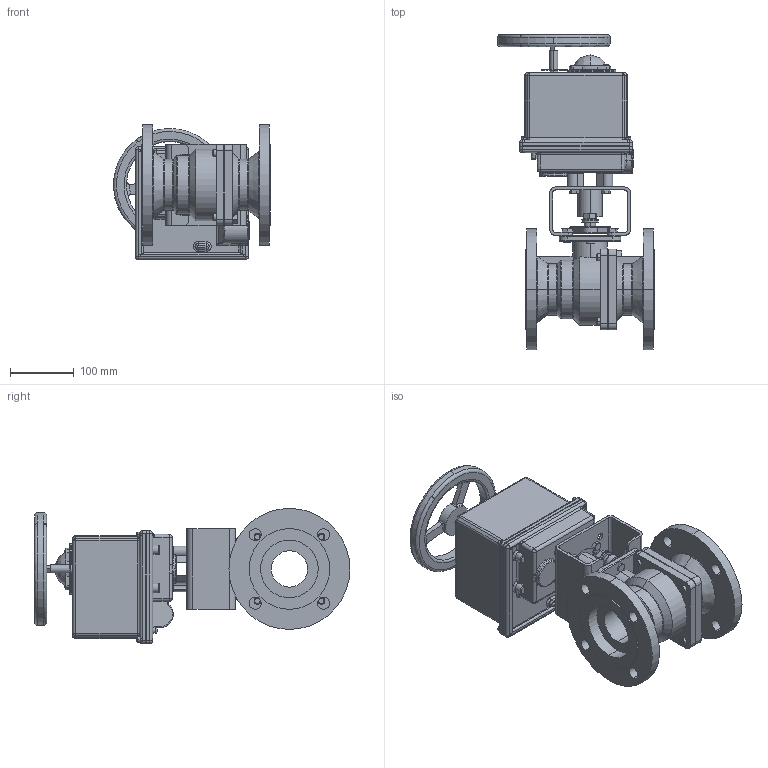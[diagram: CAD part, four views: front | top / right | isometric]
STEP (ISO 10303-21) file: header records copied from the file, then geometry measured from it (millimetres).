
FILE_DESCRIPTION (( 'STEP AP203' ), '1' );
FILE_NAME ('5801R-300_ER-6.STEP', '2017-11-30T15:19:58', ( '' ), ( '' ), 'SwSTEP 2.0', 'SolidWorks 2014', '' );
FILE_SCHEMA (( 'CONFIG_CONTROL_DESIGN' ));
Length unit declared in the file: inch
Products named in the file (1): 5801R-300_ER-6
Bounding box: 247.04 x 497.26 x 212.72 mm (x, y, z)
Surface area: 590715.9 mm2 (no closed solid volume)
Topology: 0 solids, 69 shells, 855 faces, 2603 edges, 1767 vertices
Faces by surface type: cylinder 325, plane 262, bspline 151, cone 85, torus 32
Entity records: 39516 total; most frequent: CARTESIAN_POINT 17593, DIRECTION 4405, ORIENTED_EDGE 4270, EDGE_CURVE 2584, VERTEX_POINT 1767, AXIS2_PLACEMENT_3D 1664, VECTOR 1077, LINE 1077
